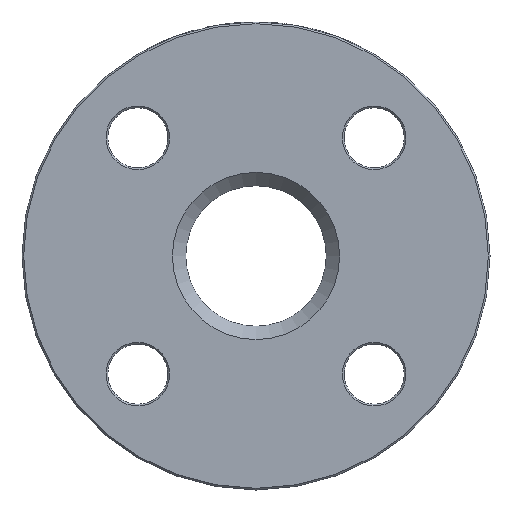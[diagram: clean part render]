
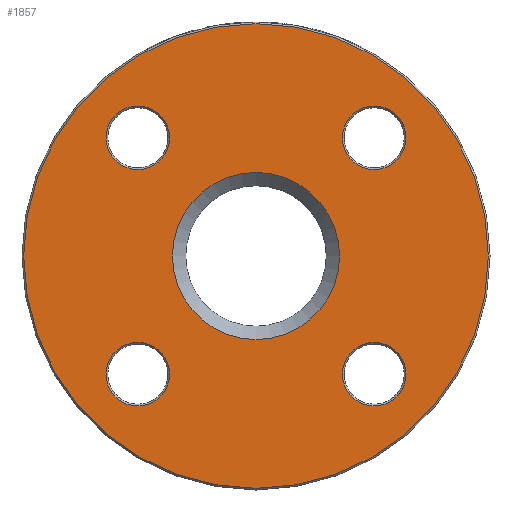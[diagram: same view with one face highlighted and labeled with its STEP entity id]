
A CAD part, left-side view. The second image highlights one B-rep face of the part: STEP entity #1857.
In plain terms, the highlighted planar face has unit normal (-1, 0, 0).
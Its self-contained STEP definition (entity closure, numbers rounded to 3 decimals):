
#116 = CARTESIAN_POINT ( 'NONE',  ( 0., -35.355, 35.355 ) ) ;
#148 = AXIS2_PLACEMENT_3D ( 'NONE', #116, #2982, #488 ) ;
#214 = FACE_BOUND ( 'NONE', #1746, .T. ) ;
#218 = CARTESIAN_POINT ( 'NONE',  ( 0., -35.355, 25.855 ) ) ;
#466 = EDGE_CURVE ( 'NONE', #1267, #1267, #3294, .T. ) ;
#477 = ORIENTED_EDGE ( 'NONE', *, *, #466, .T. ) ;
#488 = DIRECTION ( 'NONE',  ( 0., 0., -1. ) ) ;
#606 = AXIS2_PLACEMENT_3D ( 'NONE', #3831, #5847, #2933 ) ;
#931 = CIRCLE ( 'NONE', #2071, 9.5 ) ;
#1263 = DIRECTION ( 'NONE',  ( 1., 0., 0. ) ) ;
#1267 = VERTEX_POINT ( 'NONE', #1730 ) ;
#1410 = ORIENTED_EDGE ( 'NONE', *, *, #4029, .T. ) ;
#1460 = ORIENTED_EDGE ( 'NONE', *, *, #2253, .T. ) ;
#1476 = EDGE_LOOP ( 'NONE', ( #6485 ) ) ;
#1652 = ORIENTED_EDGE ( 'NONE', *, *, #2825, .T. ) ;
#1730 = CARTESIAN_POINT ( 'NONE',  ( 0., 35.355, 25.855 ) ) ;
#1746 = EDGE_LOOP ( 'NONE', ( #477 ) ) ;
#1791 = VERTEX_POINT ( 'NONE', #5360 ) ;
#1826 = CIRCLE ( 'NONE', #3727, 25. ) ;
#1857 = ADVANCED_FACE ( 'NONE', ( #2714, #5228, #3234, #5195, #2182, #214 ), #5286, .F. ) ;
#1908 = DIRECTION ( 'NONE',  ( 0., 0., -1. ) ) ;
#1942 = EDGE_LOOP ( 'NONE', ( #1410 ) ) ;
#1945 = EDGE_LOOP ( 'NONE', ( #2582 ) ) ;
#2071 = AXIS2_PLACEMENT_3D ( 'NONE', #2260, #3792, #3894 ) ;
#2151 = CARTESIAN_POINT ( 'NONE',  ( 0., 21., 0. ) ) ;
#2182 = FACE_BOUND ( 'NONE', #2193, .T. ) ;
#2193 = EDGE_LOOP ( 'NONE', ( #1652 ) ) ;
#2247 = VERTEX_POINT ( 'NONE', #2718 ) ;
#2253 = EDGE_CURVE ( 'NONE', #4773, #4773, #6393, .T. ) ;
#2260 = CARTESIAN_POINT ( 'NONE',  ( 0., 35.355, -35.355 ) ) ;
#2582 = ORIENTED_EDGE ( 'NONE', *, *, #3768, .T. ) ;
#2714 = FACE_BOUND ( 'NONE', #1476, .T. ) ;
#2718 = CARTESIAN_POINT ( 'NONE',  ( 0., 0., -25. ) ) ;
#2743 = DIRECTION ( 'NONE',  ( 0., 0., -1. ) ) ;
#2779 = CARTESIAN_POINT ( 'NONE',  ( 0., -35.355, -44.855 ) ) ;
#2825 = EDGE_CURVE ( 'NONE', #4741, #4741, #931, .T. ) ;
#2882 = DIRECTION ( 'NONE',  ( 0., 0., -1. ) ) ;
#2917 = CARTESIAN_POINT ( 'NONE',  ( 0., 0., 0. ) ) ;
#2933 = DIRECTION ( 'NONE',  ( 0., 0., -1. ) ) ;
#2950 = EDGE_LOOP ( 'NONE', ( #1460 ) ) ;
#2982 = DIRECTION ( 'NONE',  ( 1., 0., 0. ) ) ;
#3234 = FACE_BOUND ( 'NONE', #1942, .T. ) ;
#3294 = CIRCLE ( 'NONE', #6260, 9.5 ) ;
#3394 = DIRECTION ( 'NONE',  ( 1., 0., 0. ) ) ;
#3628 = DIRECTION ( 'NONE',  ( 1., 0., 0. ) ) ;
#3727 = AXIS2_PLACEMENT_3D ( 'NONE', #5679, #3628, #5272 ) ;
#3747 = VERTEX_POINT ( 'NONE', #218 ) ;
#3768 = EDGE_CURVE ( 'NONE', #1791, #1791, #4900, .T. ) ;
#3792 = DIRECTION ( 'NONE',  ( 1., 0., 0. ) ) ;
#3831 = CARTESIAN_POINT ( 'NONE',  ( 0., -35.355, -35.355 ) ) ;
#3894 = DIRECTION ( 'NONE',  ( 0., 0., -1. ) ) ;
#4029 = EDGE_CURVE ( 'NONE', #3747, #3747, #5841, .T. ) ;
#4246 = CARTESIAN_POINT ( 'NONE',  ( 0., 35.355, -44.855 ) ) ;
#4392 = CARTESIAN_POINT ( 'NONE',  ( 0., 35.355, 35.355 ) ) ;
#4741 = VERTEX_POINT ( 'NONE', #4246 ) ;
#4773 = VERTEX_POINT ( 'NONE', #2779 ) ;
#4900 = CIRCLE ( 'NONE', #6480, 69.5 ) ;
#4923 = EDGE_CURVE ( 'NONE', #2247, #2247, #1826, .T. ) ;
#5195 = FACE_BOUND ( 'NONE', #2950, .T. ) ;
#5228 = FACE_OUTER_BOUND ( 'NONE', #1945, .T. ) ;
#5272 = DIRECTION ( 'NONE',  ( 0., 0., -1. ) ) ;
#5286 = PLANE ( 'NONE',  #6200 ) ;
#5360 = CARTESIAN_POINT ( 'NONE',  ( 0., 0., -69.5 ) ) ;
#5679 = CARTESIAN_POINT ( 'NONE',  ( 0., 0., 0. ) ) ;
#5841 = CIRCLE ( 'NONE', #148, 9.5 ) ;
#5847 = DIRECTION ( 'NONE',  ( 1., 0., 0. ) ) ;
#5865 = DIRECTION ( 'NONE',  ( -1., 0., 0. ) ) ;
#6200 = AXIS2_PLACEMENT_3D ( 'NONE', #2151, #1263, #2743 ) ;
#6260 = AXIS2_PLACEMENT_3D ( 'NONE', #4392, #3394, #1908 ) ;
#6393 = CIRCLE ( 'NONE', #606, 9.5 ) ;
#6480 = AXIS2_PLACEMENT_3D ( 'NONE', #2917, #5865, #2882 ) ;
#6485 = ORIENTED_EDGE ( 'NONE', *, *, #4923, .T. ) ;
